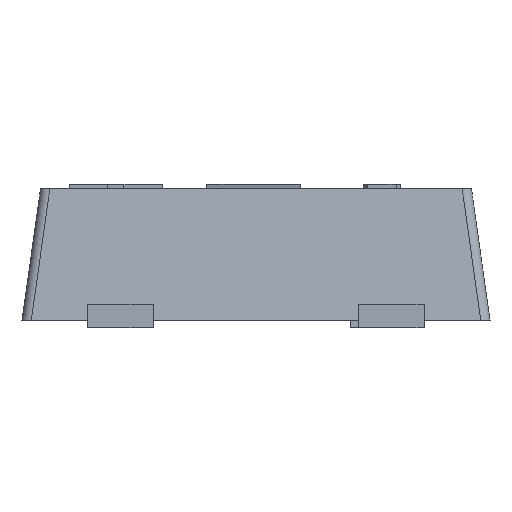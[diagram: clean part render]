
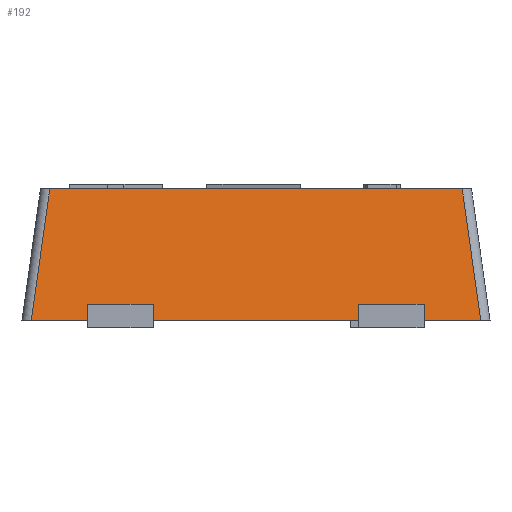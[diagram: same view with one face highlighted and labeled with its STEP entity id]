
A CAD part, front view. The second image highlights one B-rep face of the part: STEP entity #192.
In plain terms, the highlighted planar face has unit normal (0, -0.99, 0.139).
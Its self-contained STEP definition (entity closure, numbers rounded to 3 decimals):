
#30 = ORIENTED_EDGE ( 'NONE', *, *, #1249, .T. ) ;
#148 = VECTOR ( 'NONE', #6057, 1000. ) ;
#192 = ADVANCED_FACE ( 'NONE', ( #3320 ), #2415, .T. ) ;
#678 = VERTEX_POINT ( 'NONE', #4557 ) ;
#969 = VERTEX_POINT ( 'NONE', #5352 ) ;
#1096 = CARTESIAN_POINT ( 'NONE',  ( 2.398, -2.997, 0. ) ) ;
#1249 = EDGE_CURVE ( 'NONE', #2403, #969, #1987, .T. ) ;
#1502 = LINE ( 'NONE', #3261, #148 ) ;
#1987 = LINE ( 'NONE', #1096, #4702 ) ;
#2403 = VERTEX_POINT ( 'NONE', #3350 ) ;
#2415 = PLANE ( 'NONE',  #2646 ) ;
#2444 = DIRECTION ( 'NONE',  ( 0., -0.99, 0.139 ) ) ;
#2646 = AXIS2_PLACEMENT_3D ( 'NONE', #5488, #2444, #6008 ) ;
#2795 = CARTESIAN_POINT ( 'NONE',  ( 0., -2.997, 0. ) ) ;
#2885 = ORIENTED_EDGE ( 'NONE', *, *, #4208, .T. ) ;
#3093 = EDGE_CURVE ( 'NONE', #969, #5246, #5039, .T. ) ;
#3261 = CARTESIAN_POINT ( 'NONE',  ( -2.398, -2.997, 0. ) ) ;
#3320 = FACE_OUTER_BOUND ( 'NONE', #3523, .T. ) ;
#3350 = CARTESIAN_POINT ( 'NONE',  ( 2.398, -2.997, 0. ) ) ;
#3523 = EDGE_LOOP ( 'NONE', ( #6170, #30, #4409, #2885 ) ) ;
#3711 = LINE ( 'NONE', #2795, #5067 ) ;
#3940 = CARTESIAN_POINT ( 'NONE',  ( 0., -2.8, 1.4 ) ) ;
#4139 = DIRECTION ( 'NONE',  ( -0.138, 0.138, 0.981 ) ) ;
#4208 = EDGE_CURVE ( 'NONE', #5246, #678, #1502, .T. ) ;
#4409 = ORIENTED_EDGE ( 'NONE', *, *, #3093, .T. ) ;
#4557 = CARTESIAN_POINT ( 'NONE',  ( -2.398, -2.997, 0. ) ) ;
#4702 = VECTOR ( 'NONE', #4139, 1000. ) ;
#4878 = VECTOR ( 'NONE', #5981, 1000. ) ;
#5039 = LINE ( 'NONE', #3940, #4878 ) ;
#5067 = VECTOR ( 'NONE', #5564, 1000. ) ;
#5151 = EDGE_CURVE ( 'NONE', #678, #2403, #3711, .T. ) ;
#5246 = VERTEX_POINT ( 'NONE', #6581 ) ;
#5352 = CARTESIAN_POINT ( 'NONE',  ( 2.201, -2.8, 1.4 ) ) ;
#5488 = CARTESIAN_POINT ( 'NONE',  ( 0., -2.8, 1.4 ) ) ;
#5564 = DIRECTION ( 'NONE',  ( 1., 0., 0. ) ) ;
#5981 = DIRECTION ( 'NONE',  ( -1., 0., 0. ) ) ;
#6008 = DIRECTION ( 'NONE',  ( 0., -0.139, -0.99 ) ) ;
#6057 = DIRECTION ( 'NONE',  ( -0.138, -0.138, -0.981 ) ) ;
#6170 = ORIENTED_EDGE ( 'NONE', *, *, #5151, .T. ) ;
#6581 = CARTESIAN_POINT ( 'NONE',  ( -2.201, -2.8, 1.4 ) ) ;
